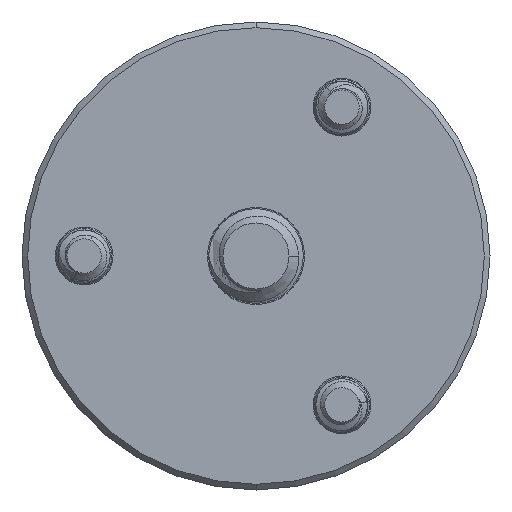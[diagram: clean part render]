
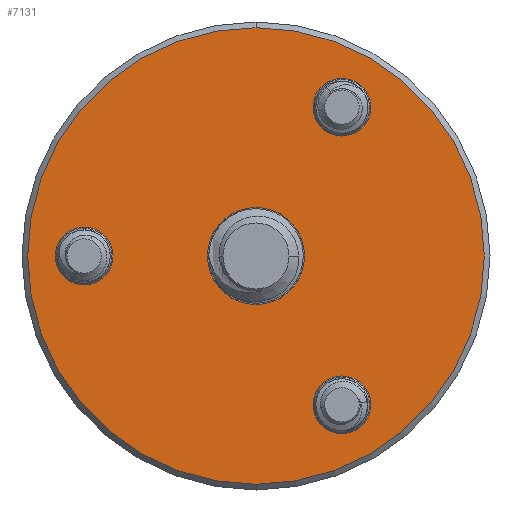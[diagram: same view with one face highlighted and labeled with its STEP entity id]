
A CAD part, front view. The second image highlights one B-rep face of the part: STEP entity #7131.
In plain terms, the highlighted planar face has unit normal (0, -1, 0).
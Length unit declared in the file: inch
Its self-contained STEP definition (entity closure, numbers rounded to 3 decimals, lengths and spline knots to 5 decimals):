
#170 = CARTESIAN_POINT ( 'NONE',  ( 0.2275, 0., 0.39404 ) ) ;
#234 = EDGE_LOOP ( 'NONE', ( #1885, #5302 ) ) ;
#271 = CARTESIAN_POINT ( 'NONE',  ( -0.455, 0., -0.0765 ) ) ;
#278 = EDGE_LOOP ( 'NONE', ( #15313, #3435 ) ) ;
#406 = AXIS2_PLACEMENT_3D ( 'NONE', #10094, #15349, #1805 ) ;
#601 = DIRECTION ( 'NONE',  ( 0., 1., 0. ) ) ;
#622 = DIRECTION ( 'NONE',  ( 0., 0., 1. ) ) ;
#984 = VERTEX_POINT ( 'NONE', #271 ) ;
#1492 = DIRECTION ( 'NONE',  ( 0., 0., 1. ) ) ;
#1671 = DIRECTION ( 'NONE',  ( 0., 0., 1. ) ) ;
#1805 = DIRECTION ( 'NONE',  ( 0., 0., 1. ) ) ;
#1885 = ORIENTED_EDGE ( 'NONE', *, *, #19449, .T. ) ;
#2209 = DIRECTION ( 'NONE',  ( 0., 0., 1. ) ) ;
#2233 = CARTESIAN_POINT ( 'NONE',  ( -0.455, 0., 0. ) ) ;
#2387 = CARTESIAN_POINT ( 'NONE',  ( -0.455, 0., 0.0765 ) ) ;
#2443 = CARTESIAN_POINT ( 'NONE',  ( 0., 0., -0.1285 ) ) ;
#2987 = AXIS2_PLACEMENT_3D ( 'NONE', #11426, #3137, #1492 ) ;
#3137 = DIRECTION ( 'NONE',  ( 0., -1., 0. ) ) ;
#3435 = ORIENTED_EDGE ( 'NONE', *, *, #19621, .T. ) ;
#3488 = ORIENTED_EDGE ( 'NONE', *, *, #16910, .T. ) ;
#3510 = CIRCLE ( 'NONE', #6325, 0.0765 ) ;
#3635 = CARTESIAN_POINT ( 'NONE',  ( 0., 0., 0.6045 ) ) ;
#5169 = VERTEX_POINT ( 'NONE', #2387 ) ;
#5302 = ORIENTED_EDGE ( 'NONE', *, *, #16008, .T. ) ;
#5616 = CARTESIAN_POINT ( 'NONE',  ( 0.2275, 0., -0.39404 ) ) ;
#5809 = DIRECTION ( 'NONE',  ( 0., 0., 1. ) ) ;
#5875 = CIRCLE ( 'NONE', #18082, 0.0765 ) ;
#6009 = AXIS2_PLACEMENT_3D ( 'NONE', #12627, #15805, #622 ) ;
#6153 = CIRCLE ( 'NONE', #2987, 0.6045 ) ;
#6283 = EDGE_CURVE ( 'NONE', #16446, #7578, #6492, .T. ) ;
#6325 = AXIS2_PLACEMENT_3D ( 'NONE', #9060, #17714, #5809 ) ;
#6354 = EDGE_LOOP ( 'NONE', ( #12264, #20820 ) ) ;
#6471 = AXIS2_PLACEMENT_3D ( 'NONE', #9105, #601, #15786 ) ;
#6492 = CIRCLE ( 'NONE', #13451, 0.6045 ) ;
#7062 = CIRCLE ( 'NONE', #20706, 0.0765 ) ;
#7131 = ADVANCED_FACE ( 'NONE', ( #13601, #13492, #20419, #16888, #10093 ), #10421, .F. ) ;
#7163 = DIRECTION ( 'NONE',  ( 0., 1., 0. ) ) ;
#7210 = CIRCLE ( 'NONE', #18370, 0.1285 ) ;
#7357 = VERTEX_POINT ( 'NONE', #2443 ) ;
#7441 = ORIENTED_EDGE ( 'NONE', *, *, #9728, .T. ) ;
#7578 = VERTEX_POINT ( 'NONE', #3635 ) ;
#7586 = CARTESIAN_POINT ( 'NONE',  ( 0.2275, 0., -0.47054 ) ) ;
#7845 = EDGE_LOOP ( 'NONE', ( #16064, #11698 ) ) ;
#8488 = VERTEX_POINT ( 'NONE', #14687 ) ;
#8935 = AXIS2_PLACEMENT_3D ( 'NONE', #11732, #18649, #17113 ) ;
#9060 = CARTESIAN_POINT ( 'NONE',  ( 0.2275, 0., 0.39404 ) ) ;
#9098 = CARTESIAN_POINT ( 'NONE',  ( 0.2275, 0., -0.31754 ) ) ;
#9105 = CARTESIAN_POINT ( 'NONE',  ( 0.2275, 0., -0.39404 ) ) ;
#9728 = EDGE_CURVE ( 'NONE', #13952, #13911, #5875, .T. ) ;
#10093 = FACE_BOUND ( 'NONE', #7845, .T. ) ;
#10094 = CARTESIAN_POINT ( 'NONE',  ( -0.455, 0., 0. ) ) ;
#10421 = PLANE ( 'NONE',  #8935 ) ;
#10727 = DIRECTION ( 'NONE',  ( 0., 1., 0. ) ) ;
#11320 = VERTEX_POINT ( 'NONE', #17814 ) ;
#11426 = CARTESIAN_POINT ( 'NONE',  ( 0., 0., 0. ) ) ;
#11638 = DIRECTION ( 'NONE',  ( 0., 1., 0. ) ) ;
#11698 = ORIENTED_EDGE ( 'NONE', *, *, #13734, .T. ) ;
#11732 = CARTESIAN_POINT ( 'NONE',  ( 0., 0., 0. ) ) ;
#11759 = EDGE_LOOP ( 'NONE', ( #7441, #3488 ) ) ;
#11970 = DIRECTION ( 'NONE',  ( 0., 0., 1. ) ) ;
#12264 = ORIENTED_EDGE ( 'NONE', *, *, #19317, .T. ) ;
#12627 = CARTESIAN_POINT ( 'NONE',  ( 0., 0., 0. ) ) ;
#13400 = EDGE_CURVE ( 'NONE', #15501, #7357, #16817, .T. ) ;
#13451 = AXIS2_PLACEMENT_3D ( 'NONE', #13575, #20287, #1671 ) ;
#13492 = FACE_BOUND ( 'NONE', #278, .T. ) ;
#13575 = CARTESIAN_POINT ( 'NONE',  ( 0., 0., 0. ) ) ;
#13601 = FACE_OUTER_BOUND ( 'NONE', #6354, .T. ) ;
#13734 = EDGE_CURVE ( 'NONE', #984, #5169, #15776, .T. ) ;
#13836 = EDGE_CURVE ( 'NONE', #5169, #984, #7062, .T. ) ;
#13911 = VERTEX_POINT ( 'NONE', #7586 ) ;
#13952 = VERTEX_POINT ( 'NONE', #9098 ) ;
#14024 = DIRECTION ( 'NONE',  ( 0., 0., 1. ) ) ;
#14556 = CARTESIAN_POINT ( 'NONE',  ( 0., 0., 0. ) ) ;
#14687 = CARTESIAN_POINT ( 'NONE',  ( 0.2275, 0., 0.31754 ) ) ;
#15313 = ORIENTED_EDGE ( 'NONE', *, *, #13400, .T. ) ;
#15349 = DIRECTION ( 'NONE',  ( 0., 1., 0. ) ) ;
#15501 = VERTEX_POINT ( 'NONE', #19331 ) ;
#15776 = CIRCLE ( 'NONE', #406, 0.0765 ) ;
#15786 = DIRECTION ( 'NONE',  ( 0., 0., 1. ) ) ;
#15805 = DIRECTION ( 'NONE',  ( 0., 1., 0. ) ) ;
#16008 = EDGE_CURVE ( 'NONE', #8488, #11320, #3510, .T. ) ;
#16064 = ORIENTED_EDGE ( 'NONE', *, *, #13836, .T. ) ;
#16446 = VERTEX_POINT ( 'NONE', #19003 ) ;
#16631 = CIRCLE ( 'NONE', #21190, 0.0765 ) ;
#16817 = CIRCLE ( 'NONE', #6009, 0.1285 ) ;
#16888 = FACE_BOUND ( 'NONE', #234, .T. ) ;
#16910 = EDGE_CURVE ( 'NONE', #13911, #13952, #20462, .T. ) ;
#17113 = DIRECTION ( 'NONE',  ( 0., 0., 1. ) ) ;
#17426 = DIRECTION ( 'NONE',  ( 0., 0., 1. ) ) ;
#17714 = DIRECTION ( 'NONE',  ( 0., 1., 0. ) ) ;
#17814 = CARTESIAN_POINT ( 'NONE',  ( 0.2275, 0., 0.47054 ) ) ;
#18082 = AXIS2_PLACEMENT_3D ( 'NONE', #5616, #20512, #2209 ) ;
#18370 = AXIS2_PLACEMENT_3D ( 'NONE', #14556, #10727, #17426 ) ;
#18649 = DIRECTION ( 'NONE',  ( 0., 1., 0. ) ) ;
#19003 = CARTESIAN_POINT ( 'NONE',  ( 0., 0., -0.6045 ) ) ;
#19317 = EDGE_CURVE ( 'NONE', #7578, #16446, #6153, .T. ) ;
#19331 = CARTESIAN_POINT ( 'NONE',  ( 0., 0., 0.1285 ) ) ;
#19449 = EDGE_CURVE ( 'NONE', #11320, #8488, #16631, .T. ) ;
#19621 = EDGE_CURVE ( 'NONE', #7357, #15501, #7210, .T. ) ;
#20287 = DIRECTION ( 'NONE',  ( 0., -1., 0. ) ) ;
#20419 = FACE_BOUND ( 'NONE', #11759, .T. ) ;
#20462 = CIRCLE ( 'NONE', #6471, 0.0765 ) ;
#20512 = DIRECTION ( 'NONE',  ( 0., 1., 0. ) ) ;
#20706 = AXIS2_PLACEMENT_3D ( 'NONE', #2233, #7163, #14024 ) ;
#20820 = ORIENTED_EDGE ( 'NONE', *, *, #6283, .T. ) ;
#21190 = AXIS2_PLACEMENT_3D ( 'NONE', #170, #11638, #11970 ) ;
